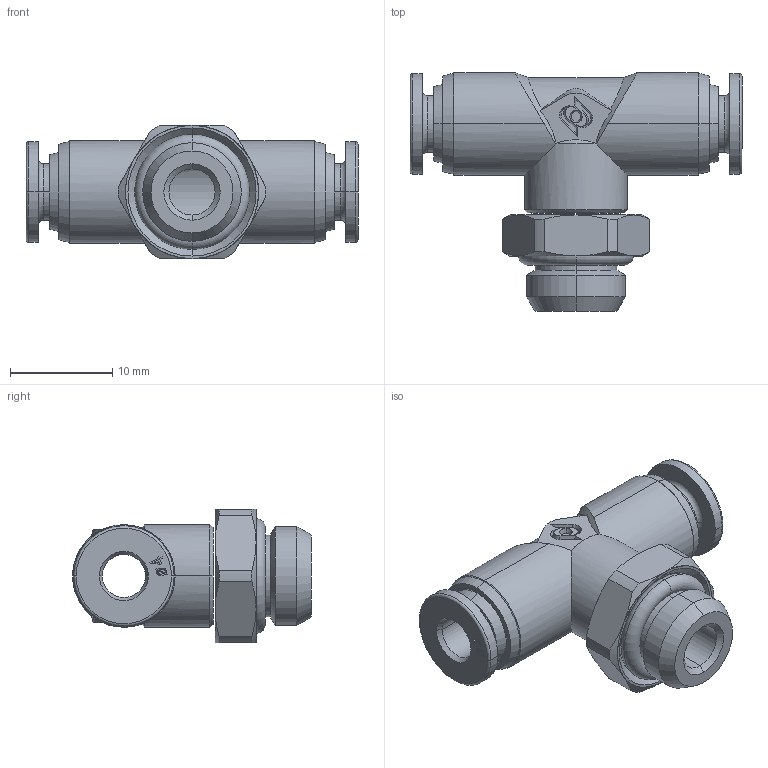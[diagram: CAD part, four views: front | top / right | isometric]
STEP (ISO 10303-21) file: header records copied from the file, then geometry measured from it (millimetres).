
FILE_DESCRIPTION (( 'STEP AP214' ), '1' );
FILE_NAME ('5921600003A.STEP', '2016-05-13T08:02:04', ( '' ), ( '' ), 'SwSTEP 2.0', 'SolidWorks 2016', '' );
FILE_SCHEMA (( 'AUTOMOTIVE_DESIGN' ));
Length unit declared in the file: millimetre
Products named in the file (1): 5921600003A
Bounding box: 32.4 x 23.3 x 13 mm (x, y, z)
Surface area: 2588.9 mm2 (no closed solid volume)
Topology: 0 solids, 8 shells, 248 faces, 637 edges, 413 vertices
Faces by surface type: plane 100, cone 58, cylinder 45, bspline 31, torus 14
Entity records: 12277 total; most frequent: CARTESIAN_POINT 3735, ORIENTED_EDGE 1224, DIRECTION 1118, EDGE_CURVE 637, VERTEX_POINT 413, AXIS2_PLACEMENT_3D 410, LINE 298, VECTOR 298
